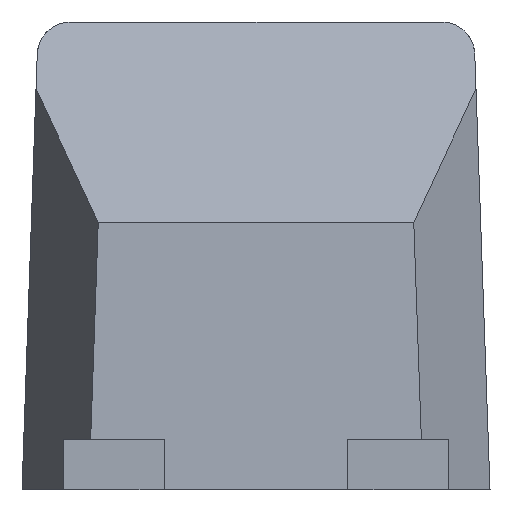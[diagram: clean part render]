
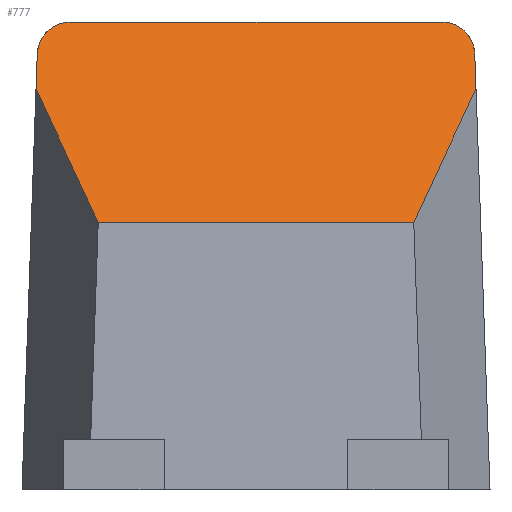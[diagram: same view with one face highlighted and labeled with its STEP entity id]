
A CAD part, left-side view. The second image highlights one B-rep face of the part: STEP entity #777.
In plain terms, the highlighted planar face has unit normal (-0.695, 0, 0.719).
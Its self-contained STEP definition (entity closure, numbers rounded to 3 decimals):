
#21=ELLIPSE('',#828,0.144,0.1);
#25=ELLIPSE('',#834,0.144,0.1);
#80=FACE_OUTER_BOUND('',#120,.T.);
#120=EDGE_LOOP('',(#667,#668,#669,#670,#671,#672,#673,#674));
#167=LINE('',#1132,#265);
#174=LINE('',#1145,#272);
#207=LINE('',#1214,#305);
#218=LINE('',#1246,#316);
#219=LINE('',#1248,#317);
#220=LINE('',#1249,#318);
#265=VECTOR('',#920,10.);
#272=VECTOR('',#929,10.);
#305=VECTOR('',#992,10.);
#316=VECTOR('',#1027,10.);
#317=VECTOR('',#1030,10.);
#318=VECTOR('',#1031,10.);
#351=VERTEX_POINT('',#1129);
#352=VERTEX_POINT('',#1131);
#357=VERTEX_POINT('',#1143);
#378=VERTEX_POINT('',#1213);
#380=VERTEX_POINT('',#1219);
#381=VERTEX_POINT('',#1221);
#386=VERTEX_POINT('',#1234);
#387=VERTEX_POINT('',#1236);
#432=EDGE_CURVE('',#352,#351,#167,.T.);
#439=EDGE_CURVE('',#351,#357,#174,.T.);
#473=EDGE_CURVE('',#378,#352,#207,.T.);
#477=EDGE_CURVE('',#380,#381,#21,.T.);
#484=EDGE_CURVE('',#386,#387,#25,.T.);
#490=EDGE_CURVE('',#380,#378,#218,.T.);
#491=EDGE_CURVE('',#357,#387,#219,.T.);
#492=EDGE_CURVE('',#386,#381,#220,.T.);
#667=ORIENTED_EDGE('',*,*,#477,.F.);
#668=ORIENTED_EDGE('',*,*,#490,.T.);
#669=ORIENTED_EDGE('',*,*,#473,.T.);
#670=ORIENTED_EDGE('',*,*,#432,.T.);
#671=ORIENTED_EDGE('',*,*,#439,.T.);
#672=ORIENTED_EDGE('',*,*,#491,.T.);
#673=ORIENTED_EDGE('',*,*,#484,.F.);
#674=ORIENTED_EDGE('',*,*,#492,.T.);
#737=PLANE('',#839);
#777=ADVANCED_FACE('',(#80),#737,.T.);
#828=AXIS2_PLACEMENT_3D('',#1222,#998,#999);
#834=AXIS2_PLACEMENT_3D('',#1237,#1013,#1014);
#839=AXIS2_PLACEMENT_3D('',#1247,#1028,#1029);
#920=DIRECTION('',(0.,-1.,0.));
#929=DIRECTION('',(0.684,-0.308,0.661));
#992=DIRECTION('',(-0.684,-0.308,-0.661));
#998=DIRECTION('center_axis',(0.695,0.,-0.719));
#999=DIRECTION('ref_axis',(0.719,0.,0.695));
#1013=DIRECTION('center_axis',(0.695,0.,-0.719));
#1014=DIRECTION('ref_axis',(0.719,0.,0.695));
#1027=DIRECTION('',(-0.719,0.024,-0.694));
#1028=DIRECTION('center_axis',(-0.695,0.,0.719));
#1029=DIRECTION('ref_axis',(0.719,0.,0.695));
#1030=DIRECTION('',(0.719,0.024,0.694));
#1031=DIRECTION('',(0.,1.,0.));
#1129=CARTESIAN_POINT('',(-3.322,-0.472,0.8));
#1131=CARTESIAN_POINT('',(-3.322,0.472,0.8));
#1132=CARTESIAN_POINT('',(-3.322,-0.35,0.8));
#1143=CARTESIAN_POINT('',(-2.908,-0.658,1.2));
#1145=CARTESIAN_POINT('',(-3.297,-0.483,0.824));
#1213=CARTESIAN_POINT('',(-2.908,0.658,1.2));
#1214=CARTESIAN_POINT('',(-3.392,0.44,0.733));
#1219=CARTESIAN_POINT('',(-2.801,0.654,1.303));
#1221=CARTESIAN_POINT('',(-2.701,0.555,1.4));
#1222=CARTESIAN_POINT('Origin',(-2.805,0.555,1.3));
#1234=CARTESIAN_POINT('',(-2.701,-0.555,1.4));
#1236=CARTESIAN_POINT('',(-2.801,-0.654,1.303));
#1237=CARTESIAN_POINT('Origin',(-2.805,-0.555,1.3));
#1246=CARTESIAN_POINT('',(-3.365,0.674,0.759));
#1247=CARTESIAN_POINT('Origin',(-3.012,-0.35,1.1));
#1248=CARTESIAN_POINT('',(-1.639,-0.615,2.426));
#1249=CARTESIAN_POINT('',(-2.701,-0.35,1.4));
